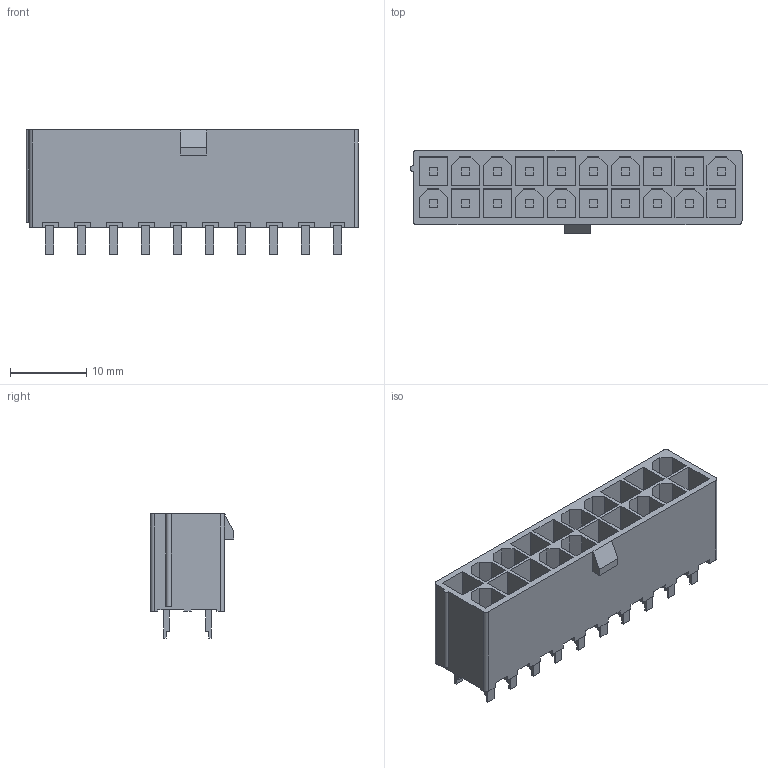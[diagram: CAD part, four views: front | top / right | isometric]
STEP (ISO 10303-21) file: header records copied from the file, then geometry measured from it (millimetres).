
FILE_DESCRIPTION((''),'2;1');
FILE_NAME('C-2-1586037-0','2008-04-28T',('workeradm'),('Tyco Electronics Corporation'),'PRO/ENGINEER BY PARAMETRIC TECHNOLOGY CORPORATION, 2005450','PRO/ENGINEER BY PARAMETRIC TECHNOLOGY CORPORATION, 2005450','');
FILE_SCHEMA(('CONFIG_CONTROL_DESIGN', 'GEOMETRIC_VALIDATION_PROPERTIES_MIM'));
Length unit declared in the file: millimetre
Products named in the file (1): C-2-1586037-0
Bounding box: 43.6 x 10.95 x 16.3 mm (x, y, z)
Volume: 2839.2 mm3; surface area: 5779.2 mm2
Topology: 21 solids, 21 shells, 491 faces, 1225 edges, 816 vertices
Faces by surface type: plane 486, cylinder 5
Entity records: 14402 total; most frequent: CARTESIAN_POINT 2533, ORIENTED_EDGE 2450, DIRECTION 2217, EDGE_CURVE 1225, VECTOR 1215, LINE 1215, VERTEX_POINT 816, EDGE_LOOP 531
